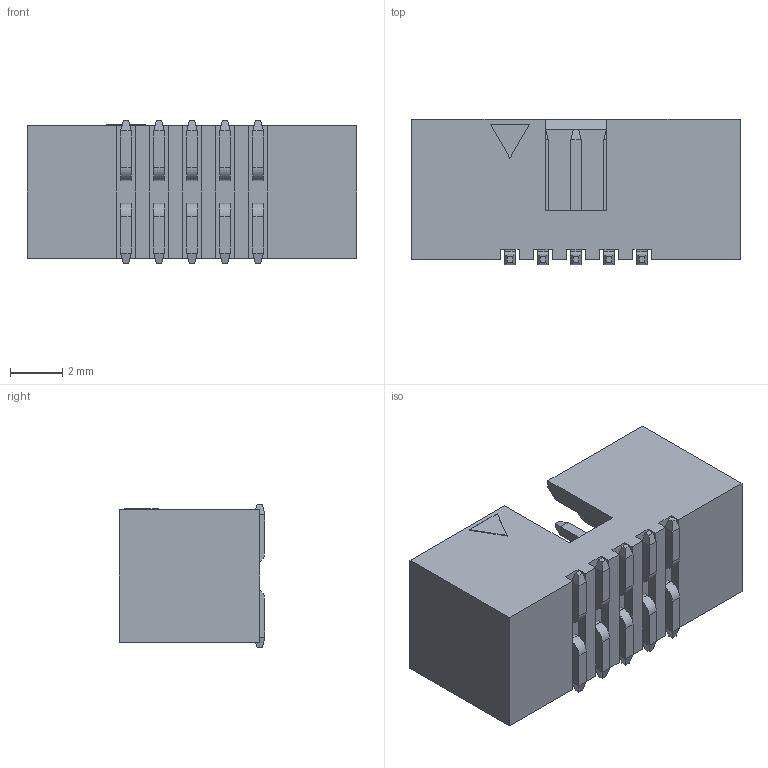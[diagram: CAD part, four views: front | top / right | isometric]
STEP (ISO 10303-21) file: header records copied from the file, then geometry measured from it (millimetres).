
FILE_DESCRIPTION (( 'STEP AP214' ), '1' );
FILE_NAME ('User Library-3220-10-0300.STEP', '2019-02-04T09:07:56', ( '' ), ( '' ), 'SwSTEP 2.0', 'SolidWorks 2019', '' );
FILE_SCHEMA (( 'AUTOMOTIVE_DESIGN' ));
Length unit declared in the file: millimetre
Products named in the file (3): User Library-3220-10-0300_00-H; User Library-3220-10-0300_00-T-SMT; User Library-3220-10-0300
Assembly tree (2 placements, depth 2):
  User Library-3220-10-0300
    User Library-3220-10-0300_00-H
    User Library-3220-10-0300_00-T-SMT
Bounding box: 12.65 x 5.6 x 5.5 mm (x, y, z)
Volume: 198.2 mm3; surface area: 534.9 mm2
Topology: 11 solids, 11 shells, 223 faces, 516 edges, 316 vertices
Faces by surface type: plane 203, cylinder 20
Entity records: 6309 total; most frequent: CARTESIAN_POINT 1060, ORIENTED_EDGE 1032, DIRECTION 1012, EDGE_CURVE 516, VECTOR 476, LINE 476, VERTEX_POINT 316, AXIS2_PLACEMENT_3D 268
